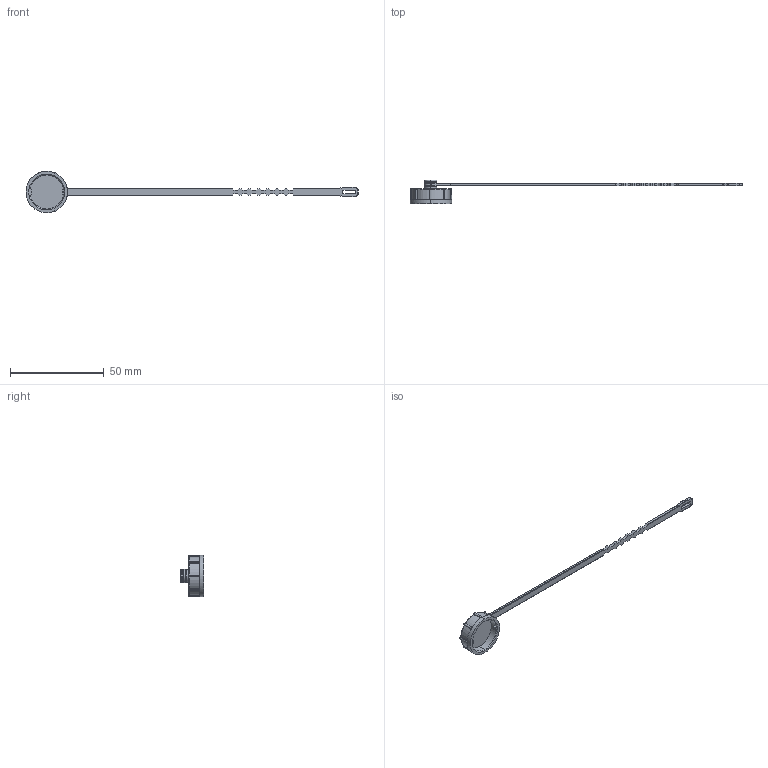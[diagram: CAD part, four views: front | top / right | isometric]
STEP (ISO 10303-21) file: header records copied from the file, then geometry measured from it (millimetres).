
FILE_DESCRIPTION (( 'STEP AP203' ), '1' );
FILE_NAME ('P313-PCNM16-1.STEP', '2020-04-01T03:01:06', ( 'edpusr' ), ( 'Microsoft' ), 'SwSTEP 2.0', 'SolidWorks 2015', '' );
FILE_SCHEMA (( 'CONFIG_CONTROL_DESIGN' ));
Length unit declared in the file: millimetre
Products named in the file (1): P313-PCNM16-1
Bounding box: 177.5 x 12.7 x 22.2 mm (x, y, z)
Volume: 2706 mm3; surface area: 3461.2 mm2
Topology: 2 solids, 2 shells, 244 faces, 606 edges, 370 vertices
Faces by surface type: plane 116, cylinder 92, bspline 34, cone 2
Entity records: 8152 total; most frequent: CARTESIAN_POINT 2479, ORIENTED_EDGE 1212, DIRECTION 1122, EDGE_CURVE 606, AXIS2_PLACEMENT_3D 383, VERTEX_POINT 370, VECTOR 356, LINE 356
